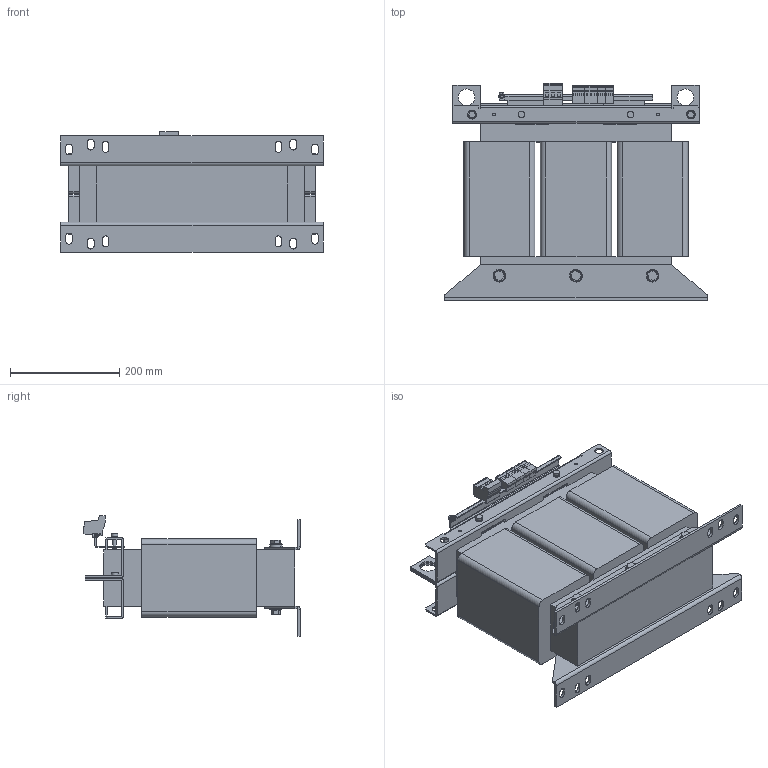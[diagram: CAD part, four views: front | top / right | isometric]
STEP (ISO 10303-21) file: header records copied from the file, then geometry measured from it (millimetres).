
FILE_DESCRIPTION (( 'STEP AP214' ), '1' );
FILE_NAME ('1016448.STEP', '2025-03-25T10:54:33', ( '' ), ( '' ), 'SwSTEP 2.0', 'SolidWorks 2022', '' );
FILE_SCHEMA (( 'AUTOMOTIVE_DESIGN' ));
Length unit declared in the file: millimetre
Products named in the file (1): 1016448
Bounding box: 480 x 396.45 x 220.55 mm (x, y, z)
Volume: 17553866.5 mm3; surface area: 918875.2 mm2
Topology: 1 solids, 1 shells, 732 faces, 1890 edges, 1193 vertices
Faces by surface type: plane 506, cylinder 208, cone 12, torus 6
Entity records: 22328 total; most frequent: CARTESIAN_POINT 3975, ORIENTED_EDGE 3780, DIRECTION 3774, EDGE_CURVE 1890, VECTOR 1422, LINE 1422, VERTEX_POINT 1193, AXIS2_PLACEMENT_3D 1176
